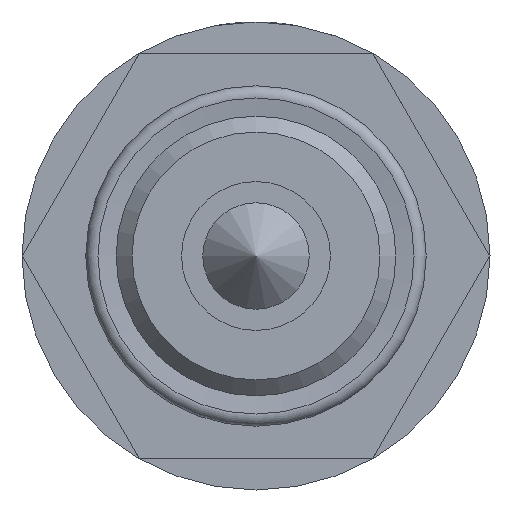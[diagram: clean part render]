
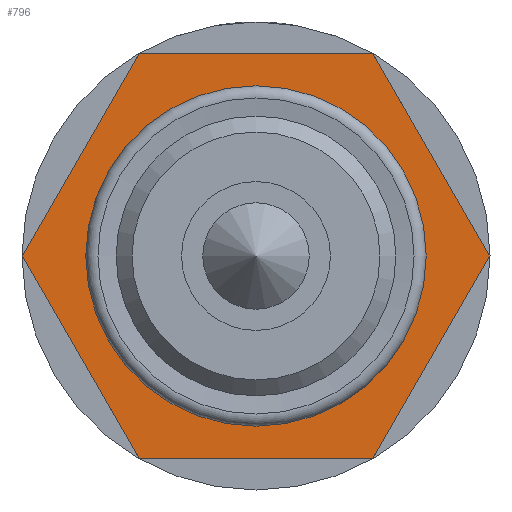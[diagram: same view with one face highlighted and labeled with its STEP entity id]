
A CAD part, front view. The second image highlights one B-rep face of the part: STEP entity #796.
In plain terms, the highlighted planar face has unit normal (0, -1, 0).
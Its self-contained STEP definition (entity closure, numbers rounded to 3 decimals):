
#360=CARTESIAN_POINT('',(8.,-23.0,0.0));
#361=VERTEX_POINT('',#360);
#362=CARTESIAN_POINT('',(0.0,-23.0,0.0));
#363=DIRECTION('',(0.0,-1.0,0.0));
#364=DIRECTION('',(1.0,0.0,0.0));
#365=AXIS2_PLACEMENT_3D('',#362,#363,#364);
#366=CIRCLE('',#365,8.);
#367=EDGE_CURVE('',#361,#361,#366,.T.);
#490=CARTESIAN_POINT('',(5.485,-23.0,9.5));
#491=VERTEX_POINT('',#490);
#498=CARTESIAN_POINT('',(10.97,-23.0,0.));
#499=VERTEX_POINT('',#498);
#500=CARTESIAN_POINT('',(5.485,-23.0,9.5));
#501=DIRECTION('',(0.5,0.0,-0.866));
#502=VECTOR('',#501,10.97);
#503=LINE('',#500,#502);
#504=EDGE_CURVE('',#491,#499,#503,.T.);
#521=CARTESIAN_POINT('',(-5.485,-23.0,9.5));
#522=VERTEX_POINT('',#521);
#529=CARTESIAN_POINT('',(-5.485,-23.0,9.5));
#530=DIRECTION('',(1.0,0.0,0.0));
#531=VECTOR('',#530,10.97);
#532=LINE('',#529,#531);
#533=EDGE_CURVE('',#522,#491,#532,.T.);
#545=CARTESIAN_POINT('',(-10.97,-23.0,0.));
#546=VERTEX_POINT('',#545);
#553=CARTESIAN_POINT('',(-10.97,-23.0,0.));
#554=DIRECTION('',(0.5,0.0,0.866));
#555=VECTOR('',#554,10.97);
#556=LINE('',#553,#555);
#557=EDGE_CURVE('',#546,#522,#556,.T.);
#569=CARTESIAN_POINT('',(5.485,-23.0,-9.5));
#570=VERTEX_POINT('',#569);
#577=CARTESIAN_POINT('',(-5.485,-23.0,-9.5));
#578=VERTEX_POINT('',#577);
#579=CARTESIAN_POINT('',(5.485,-23.0,-9.5));
#580=DIRECTION('',(-1.0,0.0,0.0));
#581=VECTOR('',#580,10.97);
#582=LINE('',#579,#581);
#583=EDGE_CURVE('',#570,#578,#582,.T.);
#601=CARTESIAN_POINT('',(10.97,-23.0,0.));
#602=DIRECTION('',(-0.5,0.0,-0.866));
#603=VECTOR('',#602,10.97);
#604=LINE('',#601,#603);
#605=EDGE_CURVE('',#499,#570,#604,.T.);
#618=CARTESIAN_POINT('',(-5.485,-23.0,-9.5));
#619=DIRECTION('',(-0.5,0.0,0.866));
#620=VECTOR('',#619,10.97);
#621=LINE('',#618,#620);
#622=EDGE_CURVE('',#578,#546,#621,.T.);
#780=CARTESIAN_POINT('',(8.75,-23.0,0.0));
#781=DIRECTION('',(0.0,-1.0,0.0));
#782=DIRECTION('',(0.0,0.0,-1.0));
#783=AXIS2_PLACEMENT_3D('',#780,#781,#782);
#784=PLANE('',#783);
#785=ORIENTED_EDGE('',*,*,#504,.F.);
#786=ORIENTED_EDGE('',*,*,#533,.F.);
#787=ORIENTED_EDGE('',*,*,#557,.F.);
#788=ORIENTED_EDGE('',*,*,#622,.F.);
#789=ORIENTED_EDGE('',*,*,#583,.F.);
#790=ORIENTED_EDGE('',*,*,#605,.F.);
#791=EDGE_LOOP('',(#785,#786,#787,#788,#789,#790));
#792=FACE_OUTER_BOUND('',#791,.T.);
#793=ORIENTED_EDGE('',*,*,#367,.F.);
#794=EDGE_LOOP('',(#793));
#795=FACE_BOUND('',#794,.T.);
#796=ADVANCED_FACE('',(#792,#795),#784,.T.);
